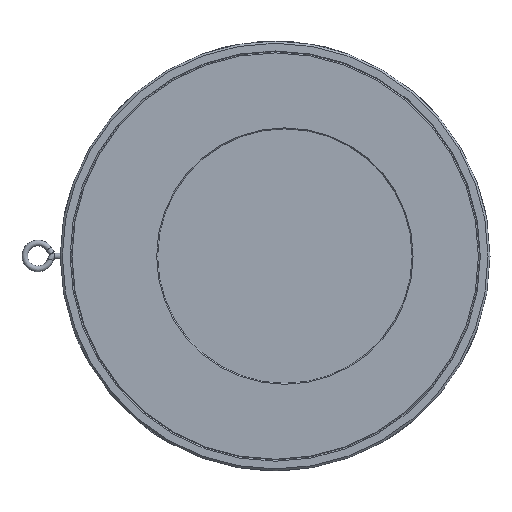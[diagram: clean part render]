
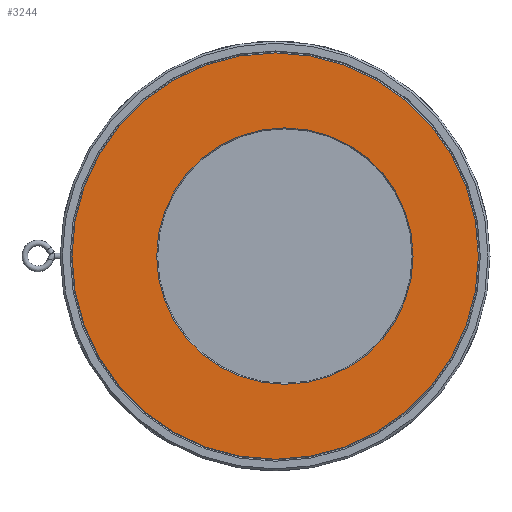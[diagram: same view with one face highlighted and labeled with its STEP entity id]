
A CAD part, left-side view. The second image highlights one B-rep face of the part: STEP entity #3244.
In plain terms, the highlighted planar face has unit normal (-1, 0, 0).
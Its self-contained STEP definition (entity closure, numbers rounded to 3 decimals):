
#44=FACE_BOUND('',#935,.T.);
#79=PLANE('',#3503);
#747=FACE_OUTER_BOUND('',#934,.T.);
#934=EDGE_LOOP('',(#2266));
#935=EDGE_LOOP('',(#2267));
#1234=CIRCLE('',#3500,132.5);
#1237=CIRCLE('',#3504,210.);
#1382=VERTEX_POINT('',#4958);
#1385=VERTEX_POINT('',#4966);
#1726=EDGE_CURVE('',#1382,#1382,#1234,.T.);
#1730=EDGE_CURVE('',#1385,#1385,#1237,.T.);
#2266=ORIENTED_EDGE('',*,*,#1730,.T.);
#2267=ORIENTED_EDGE('',*,*,#1726,.F.);
#3244=ADVANCED_FACE('',(#747,#44),#79,.F.);
#3500=AXIS2_PLACEMENT_3D('',#4959,#3921,#3922);
#3503=AXIS2_PLACEMENT_3D('',#4965,#3928,#3929);
#3504=AXIS2_PLACEMENT_3D('',#4967,#3930,#3931);
#3921=DIRECTION('center_axis',(-1.,0.,0.));
#3922=DIRECTION('ref_axis',(0.,0.,-1.));
#3928=DIRECTION('center_axis',(1.,0.,0.));
#3929=DIRECTION('ref_axis',(0.,0.,-1.));
#3930=DIRECTION('center_axis',(-1.,0.,0.));
#3931=DIRECTION('ref_axis',(0.,0.,1.));
#4958=CARTESIAN_POINT('',(0.,-10.,132.5));
#4959=CARTESIAN_POINT('Origin',(0.,-10.,0.));
#4965=CARTESIAN_POINT('Origin',(0.,0.,0.));
#4966=CARTESIAN_POINT('',(0.,0.,210.));
#4967=CARTESIAN_POINT('Origin',(0.,0.,0.));
